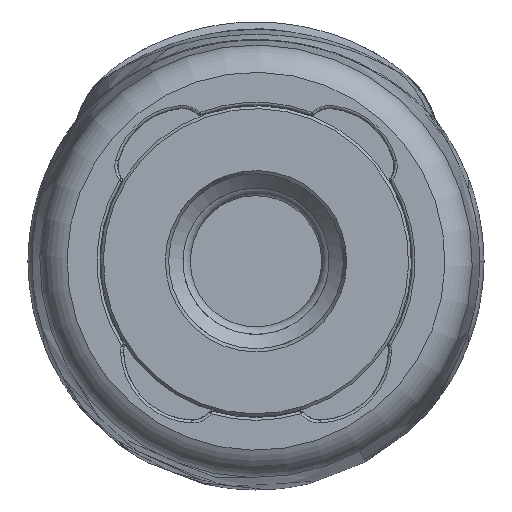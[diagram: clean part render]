
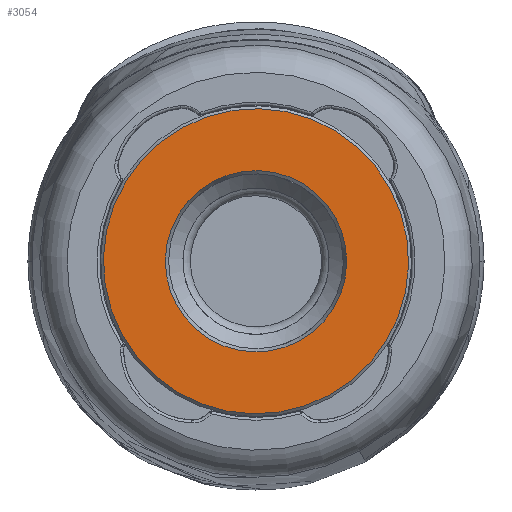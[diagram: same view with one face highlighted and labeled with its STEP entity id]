
A CAD part, front view. The second image highlights one B-rep face of the part: STEP entity #3054.
In plain terms, the highlighted planar face has unit normal (0, -1, 0).
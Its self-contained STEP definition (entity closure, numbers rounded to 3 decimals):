
#85=PLANE('',#3354);
#445=CIRCLE('',#3353,10.7);
#446=CIRCLE('',#3355,6.358);
#537=FACE_BOUND('',#972,.T.);
#747=FACE_OUTER_BOUND('',#971,.T.);
#971=EDGE_LOOP('',(#2628));
#972=EDGE_LOOP('',(#2629));
#1447=VERTEX_POINT('',#10275);
#1448=VERTEX_POINT('',#10278);
#1863=EDGE_CURVE('',#1447,#1447,#445,.T.);
#1864=EDGE_CURVE('',#1448,#1448,#446,.T.);
#2628=ORIENTED_EDGE('',*,*,#1863,.T.);
#2629=ORIENTED_EDGE('',*,*,#1864,.F.);
#3054=ADVANCED_FACE('',(#747,#537),#85,.T.);
#3353=AXIS2_PLACEMENT_3D('',#10276,#3991,#3992);
#3354=AXIS2_PLACEMENT_3D('',#10277,#3993,#3994);
#3355=AXIS2_PLACEMENT_3D('',#10279,#3995,#3996);
#3991=DIRECTION('center_axis',(0.,-1.,0.));
#3992=DIRECTION('ref_axis',(0.,0.,1.));
#3993=DIRECTION('center_axis',(0.,-1.,0.));
#3994=DIRECTION('ref_axis',(1.,0.,0.));
#3995=DIRECTION('center_axis',(0.,-1.,0.));
#3996=DIRECTION('ref_axis',(0.,0.,1.));
#10275=CARTESIAN_POINT('',(-5.13,0.,9.39));
#10276=CARTESIAN_POINT('Origin',(0.,0.,0.));
#10277=CARTESIAN_POINT('Origin',(0.,0.,0.));
#10278=CARTESIAN_POINT('',(3.048,0.,-5.58));
#10279=CARTESIAN_POINT('Origin',(0.,0.,0.));
